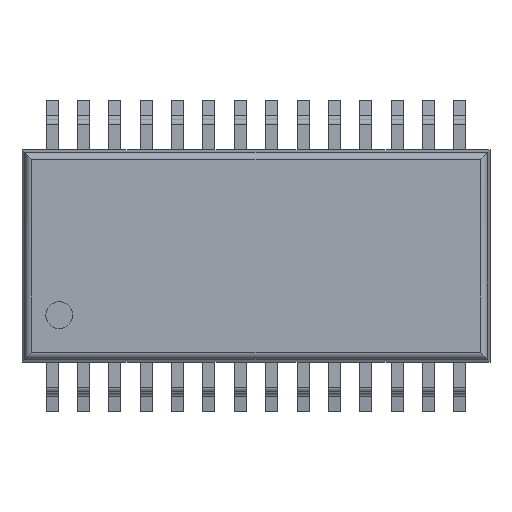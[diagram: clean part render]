
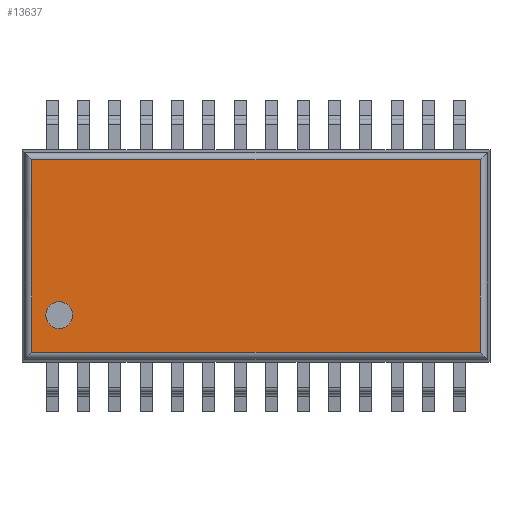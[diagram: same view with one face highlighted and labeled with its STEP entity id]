
A CAD part, top view. The second image highlights one B-rep face of the part: STEP entity #13637.
In plain terms, the highlighted planar face has unit normal (0, 0, 1).
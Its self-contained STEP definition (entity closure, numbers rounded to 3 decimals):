
#306 = ORIENTED_EDGE ( 'NONE', *, *, #5812, .T. ) ;
#771 = VERTEX_POINT ( 'NONE', #6144 ) ;
#923 = LINE ( 'NONE', #1828, #9297 ) ;
#1204 = VECTOR ( 'NONE', #2615, 1000. ) ;
#1571 = EDGE_CURVE ( 'NONE', #4709, #8081, #10664, .T. ) ;
#1828 = CARTESIAN_POINT ( 'NONE',  ( 9.494, 0., 0.4 ) ) ;
#2295 = CARTESIAN_POINT ( 'NONE',  ( 0.495, 0.971, 0.4 ) ) ;
#2615 = DIRECTION ( 'NONE',  ( -1., 0., 0. ) ) ;
#2952 = VERTEX_POINT ( 'NONE', #12853 ) ;
#3033 = DIRECTION ( 'NONE',  ( -1., 0., 0. ) ) ;
#3112 = DIRECTION ( 'NONE',  ( 0., 0., 1. ) ) ;
#3230 = VERTEX_POINT ( 'NONE', #6038 ) ;
#3233 = AXIS2_PLACEMENT_3D ( 'NONE', #3642, #3593, #11053 ) ;
#3593 = DIRECTION ( 'NONE',  ( 0., 0., -1. ) ) ;
#3606 = CARTESIAN_POINT ( 'NONE',  ( 1.052, 0.971, 0.4 ) ) ;
#3642 = CARTESIAN_POINT ( 'NONE',  ( 0., 0., 0.4 ) ) ;
#3813 = LINE ( 'NONE', #10850, #7446 ) ;
#4073 = DIRECTION ( 'NONE',  ( 0., 0., 1. ) ) ;
#4607 = DIRECTION ( 'NONE',  ( 1., 0., 0. ) ) ;
#4709 = VERTEX_POINT ( 'NONE', #2295 ) ;
#4880 = VERTEX_POINT ( 'NONE', #8076 ) ;
#4919 = CARTESIAN_POINT ( 'NONE',  ( 0.206, 0., 0.4 ) ) ;
#5006 = CARTESIAN_POINT ( 'NONE',  ( 0.773, 0.971, 0.4 ) ) ;
#5092 = EDGE_CURVE ( 'NONE', #771, #4880, #923, .T. ) ;
#5317 = EDGE_LOOP ( 'NONE', ( #6296, #11117 ) ) ;
#5390 = FACE_OUTER_BOUND ( 'NONE', #6642, .T. ) ;
#5724 = AXIS2_PLACEMENT_3D ( 'NONE', #7238, #3112, #3033 ) ;
#5812 = EDGE_CURVE ( 'NONE', #3230, #2952, #10971, .T. ) ;
#5965 = CARTESIAN_POINT ( 'NONE',  ( 0., 4.194, 0.4 ) ) ;
#6011 = ORIENTED_EDGE ( 'NONE', *, *, #5092, .T. ) ;
#6038 = CARTESIAN_POINT ( 'NONE',  ( 0.206, 4.194, 0.4 ) ) ;
#6144 = CARTESIAN_POINT ( 'NONE',  ( 9.494, 0.206, 0.4 ) ) ;
#6296 = ORIENTED_EDGE ( 'NONE', *, *, #1571, .F. ) ;
#6307 = ORIENTED_EDGE ( 'NONE', *, *, #10006, .T. ) ;
#6642 = EDGE_LOOP ( 'NONE', ( #12023, #306, #6307, #6011 ) ) ;
#7043 = AXIS2_PLACEMENT_3D ( 'NONE', #5006, #4073, #10530 ) ;
#7238 = CARTESIAN_POINT ( 'NONE',  ( 0.773, 0.971, 0.4 ) ) ;
#7373 = FACE_BOUND ( 'NONE', #5317, .T. ) ;
#7446 = VECTOR ( 'NONE', #4607, 1000. ) ;
#8076 = CARTESIAN_POINT ( 'NONE',  ( 9.494, 4.194, 0.4 ) ) ;
#8081 = VERTEX_POINT ( 'NONE', #3606 ) ;
#8267 = VECTOR ( 'NONE', #10368, 1000. ) ;
#9053 = PLANE ( 'NONE',  #3233 ) ;
#9297 = VECTOR ( 'NONE', #11531, 1000. ) ;
#10006 = EDGE_CURVE ( 'NONE', #2952, #771, #3813, .T. ) ;
#10368 = DIRECTION ( 'NONE',  ( 0., -1., 0. ) ) ;
#10530 = DIRECTION ( 'NONE',  ( -1., 0., 0. ) ) ;
#10664 = CIRCLE ( 'NONE', #5724, 0.279 ) ;
#10850 = CARTESIAN_POINT ( 'NONE',  ( 0., 0.206, 0.4 ) ) ;
#10971 = LINE ( 'NONE', #4919, #8267 ) ;
#11053 = DIRECTION ( 'NONE',  ( -1., 0., 0. ) ) ;
#11117 = ORIENTED_EDGE ( 'NONE', *, *, #13318, .F. ) ;
#11531 = DIRECTION ( 'NONE',  ( 0., 1., 0. ) ) ;
#12023 = ORIENTED_EDGE ( 'NONE', *, *, #13250, .T. ) ;
#12135 = CIRCLE ( 'NONE', #7043, 0.279 ) ;
#12785 = LINE ( 'NONE', #5965, #1204 ) ;
#12853 = CARTESIAN_POINT ( 'NONE',  ( 0.206, 0.206, 0.4 ) ) ;
#13250 = EDGE_CURVE ( 'NONE', #4880, #3230, #12785, .T. ) ;
#13318 = EDGE_CURVE ( 'NONE', #8081, #4709, #12135, .T. ) ;
#13637 = ADVANCED_FACE ( 'NONE', ( #5390, #7373 ), #9053, .F. ) ;
